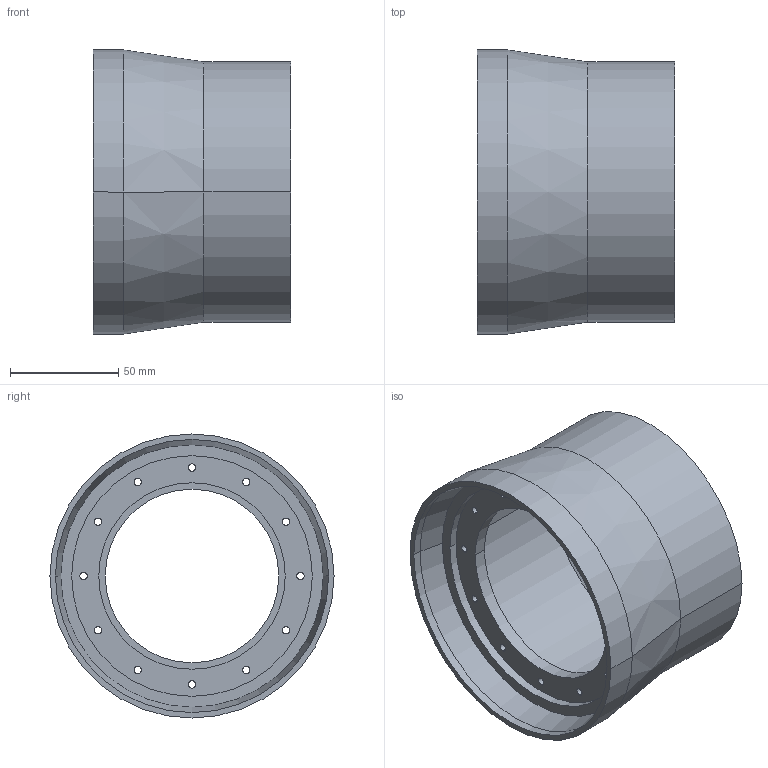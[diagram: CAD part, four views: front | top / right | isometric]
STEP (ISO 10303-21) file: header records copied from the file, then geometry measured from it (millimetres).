
FILE_DESCRIPTION (( 'STEP AP203' ), '1' );
FILE_NAME ('藺傷杶芠.STEP', '2017-10-22T08:47:57', ( '' ), ( '' ), 'SwSTEP 2.0', 'SolidWorks 2016', '' );
FILE_SCHEMA (( 'CONFIG_CONTROL_DESIGN' ));
Length unit declared in the file: millimetre
Products named in the file (1): 藺傷杶芠
Bounding box: 91 x 131 x 131 mm (x, y, z)
Volume: 246900.1 mm3; surface area: 89512.2 mm2
Topology: 1 solids, 1 shells, 100 faces, 272 edges, 178 vertices
Faces by surface type: cylinder 86, cone 8, plane 6
Entity records: 3479 total; most frequent: DIRECTION 652, CARTESIAN_POINT 551, ORIENTED_EDGE 544, AXIS2_PLACEMENT_3D 279, EDGE_CURVE 272, EDGE_LOOP 178, CIRCLE 178, VERTEX_POINT 178
